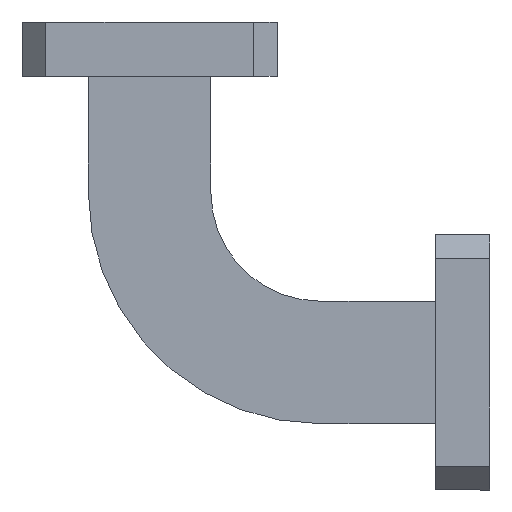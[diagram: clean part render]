
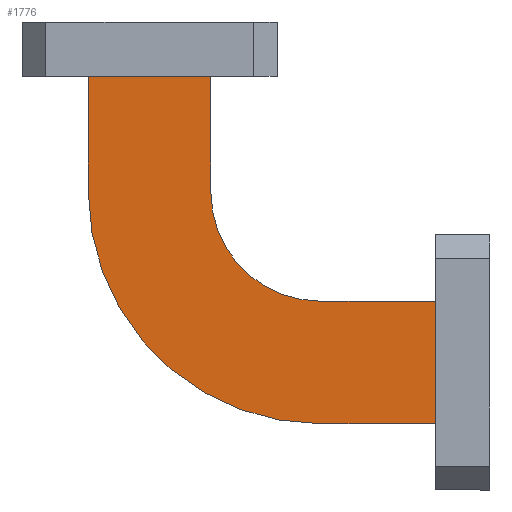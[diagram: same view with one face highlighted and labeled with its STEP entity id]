
A CAD part, front view. The second image highlights one B-rep face of the part: STEP entity #1776.
In plain terms, the highlighted planar face has unit normal (0, -1, 0).
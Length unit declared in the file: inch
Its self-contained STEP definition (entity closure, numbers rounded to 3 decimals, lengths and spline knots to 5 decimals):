
#8 = DIRECTION ( 'NONE',  ( 0., -1., 0. ) ) ;
#14 = DIRECTION ( 'NONE',  ( 1., 0., 0. ) ) ;
#21 = ORIENTED_EDGE ( 'NONE', *, *, #1417, .T. ) ;
#52 = VERTEX_POINT ( 'NONE', #1198 ) ;
#94 = DIRECTION ( 'NONE',  ( 0., 0., 1. ) ) ;
#142 = EDGE_CURVE ( 'NONE', #716, #221, #380, .T. ) ;
#206 = ORIENTED_EDGE ( 'NONE', *, *, #1312, .T. ) ;
#221 = VERTEX_POINT ( 'NONE', #1190 ) ;
#301 = CARTESIAN_POINT ( 'NONE',  ( 0.5, -0.11, -0.34 ) ) ;
#325 = LINE ( 'NONE', #752, #1468 ) ;
#333 = ORIENTED_EDGE ( 'NONE', *, *, #1201, .T. ) ;
#380 = LINE ( 'NONE', #817, #1800 ) ;
#391 = VECTOR ( 'NONE', #94, 39.37008 ) ;
#404 = CARTESIAN_POINT ( 'NONE',  ( 0.84, -0.11, -0.66 ) ) ;
#445 = LINE ( 'NONE', #571, #1209 ) ;
#470 = VERTEX_POINT ( 'NONE', #1379 ) ;
#536 = EDGE_CURVE ( 'NONE', #470, #52, #654, .T. ) ;
#563 = CARTESIAN_POINT ( 'NONE',  ( -0.18, -0.11, -0.34 ) ) ;
#571 = CARTESIAN_POINT ( 'NONE',  ( 0.5, -0.11, -0.66 ) ) ;
#578 = DIRECTION ( 'NONE',  ( 0., 0., -1. ) ) ;
#605 = DIRECTION ( 'NONE',  ( 0., 1., 0. ) ) ;
#606 = VECTOR ( 'NONE', #663, 39.37008 ) ;
#609 = ORIENTED_EDGE ( 'NONE', *, *, #142, .T. ) ;
#638 = CARTESIAN_POINT ( 'NONE',  ( 0.5, -0.11, -1.02 ) ) ;
#654 = CIRCLE ( 'NONE', #815, 0.32 ) ;
#663 = DIRECTION ( 'NONE',  ( 0., 0., 1. ) ) ;
#716 = VERTEX_POINT ( 'NONE', #1315 ) ;
#732 = LINE ( 'NONE', #918, #391 ) ;
#752 = CARTESIAN_POINT ( 'NONE',  ( 0.5, -0.11, -1.02 ) ) ;
#815 = AXIS2_PLACEMENT_3D ( 'NONE', #301, #1683, #1703 ) ;
#817 = CARTESIAN_POINT ( 'NONE',  ( 0.18, -0.11, 0. ) ) ;
#836 = DIRECTION ( 'NONE',  ( 0., 0., -1. ) ) ;
#848 = EDGE_CURVE ( 'NONE', #912, #945, #1020, .T. ) ;
#849 = CARTESIAN_POINT ( 'NONE',  ( 0.5, -0.11, -0.34 ) ) ;
#855 = VECTOR ( 'NONE', #578, 39.37008 ) ;
#903 = AXIS2_PLACEMENT_3D ( 'NONE', #1563, #605, #1572 ) ;
#912 = VERTEX_POINT ( 'NONE', #1384 ) ;
#918 = CARTESIAN_POINT ( 'NONE',  ( 0.18, -0.11, -0.34 ) ) ;
#920 = CARTESIAN_POINT ( 'NONE',  ( -0.18, -0.11, -0.34 ) ) ;
#945 = VERTEX_POINT ( 'NONE', #1705 ) ;
#1020 = LINE ( 'NONE', #404, #855 ) ;
#1032 = FACE_OUTER_BOUND ( 'NONE', #1213, .T. ) ;
#1070 = EDGE_CURVE ( 'NONE', #52, #912, #445, .T. ) ;
#1138 = DIRECTION ( 'NONE',  ( 1., 0., 0. ) ) ;
#1142 = PLANE ( 'NONE',  #903 ) ;
#1190 = CARTESIAN_POINT ( 'NONE',  ( -0.18, -0.11, 0. ) ) ;
#1198 = CARTESIAN_POINT ( 'NONE',  ( 0.5, -0.11, -0.66 ) ) ;
#1199 = LINE ( 'NONE', #920, #606 ) ;
#1201 = EDGE_CURVE ( 'NONE', #1281, #945, #325, .T. ) ;
#1209 = VECTOR ( 'NONE', #14, 39.37008 ) ;
#1213 = EDGE_LOOP ( 'NONE', ( #609, #1591, #21, #333, #1752, #1601, #1382, #206 ) ) ;
#1226 = AXIS2_PLACEMENT_3D ( 'NONE', #849, #8, #836 ) ;
#1281 = VERTEX_POINT ( 'NONE', #638 ) ;
#1312 = EDGE_CURVE ( 'NONE', #470, #716, #732, .T. ) ;
#1315 = CARTESIAN_POINT ( 'NONE',  ( 0.18, -0.11, 0. ) ) ;
#1365 = DIRECTION ( 'NONE',  ( -1., 0., 0. ) ) ;
#1379 = CARTESIAN_POINT ( 'NONE',  ( 0.18, -0.11, -0.34 ) ) ;
#1382 = ORIENTED_EDGE ( 'NONE', *, *, #536, .F. ) ;
#1384 = CARTESIAN_POINT ( 'NONE',  ( 0.84, -0.11, -0.66 ) ) ;
#1417 = EDGE_CURVE ( 'NONE', #1696, #1281, #1675, .T. ) ;
#1468 = VECTOR ( 'NONE', #1138, 39.37008 ) ;
#1563 = CARTESIAN_POINT ( 'NONE',  ( 0.18, -0.11, -0.34 ) ) ;
#1572 = DIRECTION ( 'NONE',  ( -1., 0., 0. ) ) ;
#1591 = ORIENTED_EDGE ( 'NONE', *, *, #1641, .F. ) ;
#1601 = ORIENTED_EDGE ( 'NONE', *, *, #1070, .F. ) ;
#1641 = EDGE_CURVE ( 'NONE', #1696, #221, #1199, .T. ) ;
#1675 = CIRCLE ( 'NONE', #1226, 0.68 ) ;
#1683 = DIRECTION ( 'NONE',  ( 0., -1., 0. ) ) ;
#1696 = VERTEX_POINT ( 'NONE', #563 ) ;
#1703 = DIRECTION ( 'NONE',  ( 0., 0., -1. ) ) ;
#1705 = CARTESIAN_POINT ( 'NONE',  ( 0.84, -0.11, -1.02 ) ) ;
#1752 = ORIENTED_EDGE ( 'NONE', *, *, #848, .F. ) ;
#1776 = ADVANCED_FACE ( 'NONE', ( #1032 ), #1142, .F. ) ;
#1800 = VECTOR ( 'NONE', #1365, 39.37008 ) ;
